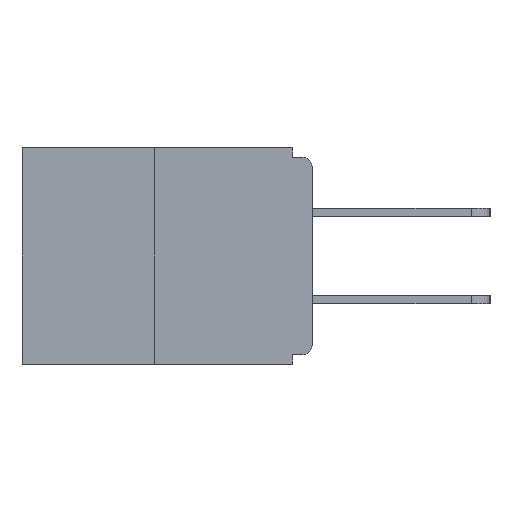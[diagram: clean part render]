
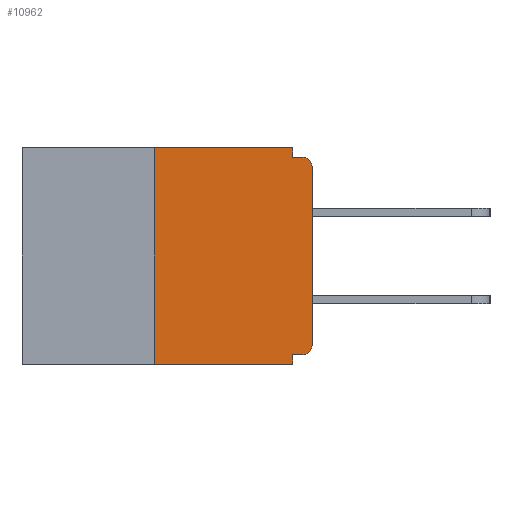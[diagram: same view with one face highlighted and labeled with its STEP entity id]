
A CAD part, left-side view. The second image highlights one B-rep face of the part: STEP entity #10962.
In plain terms, the highlighted planar face has unit normal (-1, 0, 0).
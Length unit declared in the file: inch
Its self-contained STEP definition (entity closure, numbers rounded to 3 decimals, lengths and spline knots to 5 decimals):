
#561 = CARTESIAN_POINT ( 'NONE',  ( 0., 0., -0.03 ) ) ;
#653 = VERTEX_POINT ( 'NONE', #5648 ) ;
#664 = LINE ( 'NONE', #10291, #9331 ) ;
#698 = VERTEX_POINT ( 'NONE', #11031 ) ;
#710 = CIRCLE ( 'NONE', #6226, 0.015 ) ;
#828 = CARTESIAN_POINT ( 'NONE',  ( 0., 0.015, -0.015 ) ) ;
#890 = ORIENTED_EDGE ( 'NONE', *, *, #6296, .F. ) ;
#954 = ORIENTED_EDGE ( 'NONE', *, *, #3106, .F. ) ;
#1083 = PLANE ( 'NONE',  #6598 ) ;
#1279 = LINE ( 'NONE', #9944, #4385 ) ;
#1520 = DIRECTION ( 'NONE',  ( 0., 0., 1. ) ) ;
#1691 = CIRCLE ( 'NONE', #9762, 0.015 ) ;
#2201 = LINE ( 'NONE', #6618, #4964 ) ;
#2338 = VERTEX_POINT ( 'NONE', #828 ) ;
#3005 = CARTESIAN_POINT ( 'NONE',  ( 0., 0.46, -0.343 ) ) ;
#3106 = EDGE_CURVE ( 'NONE', #13900, #2338, #12305, .T. ) ;
#3236 = EDGE_CURVE ( 'NONE', #4311, #2338, #710, .T. ) ;
#3363 = ORIENTED_EDGE ( 'NONE', *, *, #6737, .T. ) ;
#3718 = DIRECTION ( 'NONE',  ( 0., 0., 1. ) ) ;
#4278 = DIRECTION ( 'NONE',  ( -1., 0., 0. ) ) ;
#4311 = VERTEX_POINT ( 'NONE', #561 ) ;
#4385 = VECTOR ( 'NONE', #10877, 39.37008 ) ;
#4406 = DIRECTION ( 'NONE',  ( 0., 0., -1. ) ) ;
#4474 = CARTESIAN_POINT ( 'NONE',  ( 0., 0., -0.015 ) ) ;
#4964 = VECTOR ( 'NONE', #10979, 39.37008 ) ;
#5134 = ORIENTED_EDGE ( 'NONE', *, *, #3236, .T. ) ;
#5252 = VERTEX_POINT ( 'NONE', #12710 ) ;
#5372 = EDGE_CURVE ( 'NONE', #11914, #653, #2201, .T. ) ;
#5381 = CARTESIAN_POINT ( 'NONE',  ( 0., 0., -0.328 ) ) ;
#5648 = CARTESIAN_POINT ( 'NONE',  ( 0., 0.031, 0. ) ) ;
#5651 = DIRECTION ( 'NONE',  ( 0., 0., -1. ) ) ;
#5810 = DIRECTION ( 'NONE',  ( -1., 0., 0. ) ) ;
#5824 = DIRECTION ( 'NONE',  ( 1., 0., 0. ) ) ;
#5874 = DIRECTION ( 'NONE',  ( 0., 0., -1. ) ) ;
#5910 = ORIENTED_EDGE ( 'NONE', *, *, #8546, .F. ) ;
#6052 = VERTEX_POINT ( 'NONE', #10866 ) ;
#6173 = VECTOR ( 'NONE', #1520, 39.37008 ) ;
#6226 = AXIS2_PLACEMENT_3D ( 'NONE', #6556, #5810, #5874 ) ;
#6293 = VERTEX_POINT ( 'NONE', #10305 ) ;
#6296 = EDGE_CURVE ( 'NONE', #6293, #11914, #8080, .T. ) ;
#6390 = DIRECTION ( 'NONE',  ( 0., 1., 0. ) ) ;
#6556 = CARTESIAN_POINT ( 'NONE',  ( 0., 0.015, -0.03 ) ) ;
#6598 = AXIS2_PLACEMENT_3D ( 'NONE', #8790, #5824, #4406 ) ;
#6618 = CARTESIAN_POINT ( 'NONE',  ( 0., 0.46, 0. ) ) ;
#6737 = EDGE_CURVE ( 'NONE', #6052, #4311, #11620, .T. ) ;
#8080 = LINE ( 'NONE', #8222, #6173 ) ;
#8165 = VECTOR ( 'NONE', #8545, 39.37008 ) ;
#8176 = FACE_OUTER_BOUND ( 'NONE', #12006, .T. ) ;
#8222 = CARTESIAN_POINT ( 'NONE',  ( 0., 0.25, 0. ) ) ;
#8241 = VECTOR ( 'NONE', #3718, 39.37008 ) ;
#8545 = DIRECTION ( 'NONE',  ( 0., -1., 0. ) ) ;
#8546 = EDGE_CURVE ( 'NONE', #5252, #698, #11977, .T. ) ;
#8557 = ORIENTED_EDGE ( 'NONE', *, *, #5372, .F. ) ;
#8764 = ORIENTED_EDGE ( 'NONE', *, *, #10109, .T. ) ;
#8790 = CARTESIAN_POINT ( 'NONE',  ( 0., 0.46, 0. ) ) ;
#9255 = CARTESIAN_POINT ( 'NONE',  ( 0., 0., 0. ) ) ;
#9331 = VECTOR ( 'NONE', #12591, 39.37008 ) ;
#9762 = AXIS2_PLACEMENT_3D ( 'NONE', #11098, #4278, #5651 ) ;
#9944 = CARTESIAN_POINT ( 'NONE',  ( 0., 0.031, -0.343 ) ) ;
#10109 = EDGE_CURVE ( 'NONE', #5252, #6052, #1691, .T. ) ;
#10291 = CARTESIAN_POINT ( 'NONE',  ( 0., 0.031, 0. ) ) ;
#10305 = CARTESIAN_POINT ( 'NONE',  ( 0., 0.25, -0.343 ) ) ;
#10333 = VECTOR ( 'NONE', #13260, 39.37008 ) ;
#10866 = CARTESIAN_POINT ( 'NONE',  ( 0., 0., -0.313 ) ) ;
#10877 = DIRECTION ( 'NONE',  ( 0., 0., -1. ) ) ;
#10962 = ADVANCED_FACE ( 'NONE', ( #8176 ), #1083, .F. ) ;
#10979 = DIRECTION ( 'NONE',  ( 0., -1., 0. ) ) ;
#11031 = CARTESIAN_POINT ( 'NONE',  ( 0., 0.031, -0.328 ) ) ;
#11070 = ORIENTED_EDGE ( 'NONE', *, *, #12936, .F. ) ;
#11098 = CARTESIAN_POINT ( 'NONE',  ( 0., 0.015, -0.313 ) ) ;
#11155 = EDGE_CURVE ( 'NONE', #6293, #12604, #12932, .T. ) ;
#11620 = LINE ( 'NONE', #9255, #8241 ) ;
#11914 = VERTEX_POINT ( 'NONE', #13621 ) ;
#11964 = VECTOR ( 'NONE', #6390, 39.37008 ) ;
#11977 = LINE ( 'NONE', #5381, #11964 ) ;
#12006 = EDGE_LOOP ( 'NONE', ( #8557, #890, #13555, #11070, #5910, #8764, #3363, #5134, #954, #13051 ) ) ;
#12018 = EDGE_CURVE ( 'NONE', #653, #13900, #664, .T. ) ;
#12305 = LINE ( 'NONE', #4474, #10333 ) ;
#12459 = CARTESIAN_POINT ( 'NONE',  ( 0., 0.031, -0.343 ) ) ;
#12591 = DIRECTION ( 'NONE',  ( 0., 0., -1. ) ) ;
#12604 = VERTEX_POINT ( 'NONE', #12459 ) ;
#12671 = CARTESIAN_POINT ( 'NONE',  ( 0., 0.031, -0.015 ) ) ;
#12710 = CARTESIAN_POINT ( 'NONE',  ( 0., 0.015, -0.328 ) ) ;
#12932 = LINE ( 'NONE', #3005, #8165 ) ;
#12936 = EDGE_CURVE ( 'NONE', #698, #12604, #1279, .T. ) ;
#13051 = ORIENTED_EDGE ( 'NONE', *, *, #12018, .F. ) ;
#13260 = DIRECTION ( 'NONE',  ( 0., -1., 0. ) ) ;
#13555 = ORIENTED_EDGE ( 'NONE', *, *, #11155, .T. ) ;
#13621 = CARTESIAN_POINT ( 'NONE',  ( 0., 0.25, 0. ) ) ;
#13900 = VERTEX_POINT ( 'NONE', #12671 ) ;
